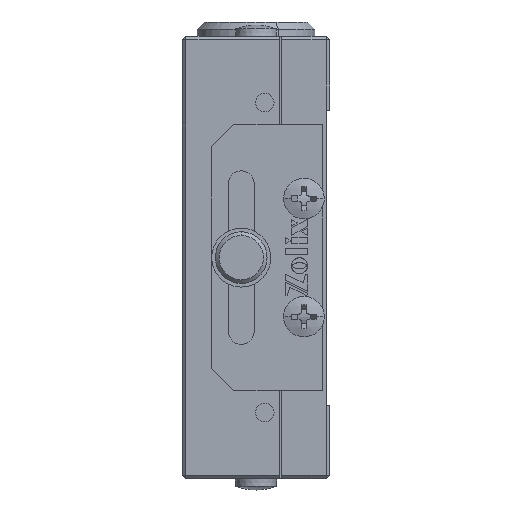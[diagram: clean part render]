
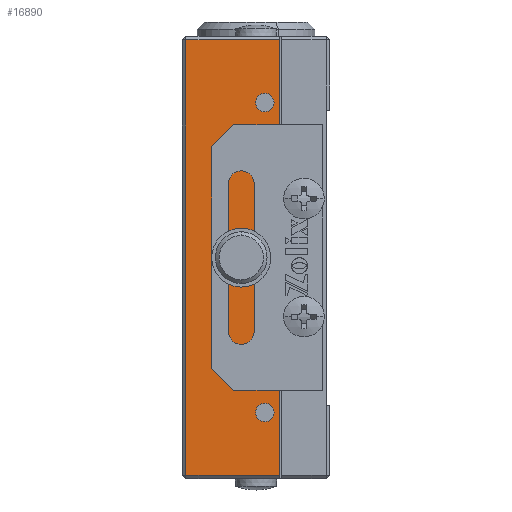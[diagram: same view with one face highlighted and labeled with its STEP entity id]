
A CAD part, left-side view. The second image highlights one B-rep face of the part: STEP entity #16890.
In plain terms, the highlighted planar face has unit normal (-1, 0, 0).
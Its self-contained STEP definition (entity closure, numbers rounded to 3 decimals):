
#114 = CARTESIAN_POINT ( 'NONE',  ( -25.322, 0.044, 49.05 ) ) ;
#223 = DIRECTION ( 'NONE',  ( -1., 0., 0. ) ) ;
#487 = EDGE_CURVE ( 'NONE', #2002, #11875, #24568, .T. ) ;
#549 = EDGE_LOOP ( 'NONE', ( #16073, #14686 ) ) ;
#606 = LINE ( 'NONE', #24134, #11884 ) ;
#733 = DIRECTION ( 'NONE',  ( 0., 0., 1. ) ) ;
#837 = CIRCLE ( 'NONE', #1385, 1.25 ) ;
#1184 = DIRECTION ( 'NONE',  ( -1., 0., 0. ) ) ;
#1196 = AXIS2_PLACEMENT_3D ( 'NONE', #17841, #19575, #23384 ) ;
#1198 = AXIS2_PLACEMENT_3D ( 'NONE', #17211, #7749, #2055 ) ;
#1285 = EDGE_CURVE ( 'NONE', #11875, #2002, #837, .T. ) ;
#1385 = AXIS2_PLACEMENT_3D ( 'NONE', #6628, #16256, #16421 ) ;
#1425 = CARTESIAN_POINT ( 'NONE',  ( -25.322, 3.244, 71.3 ) ) ;
#1545 = VERTEX_POINT ( 'NONE', #7619 ) ;
#1751 = AXIS2_PLACEMENT_3D ( 'NONE', #21953, #19712, #10278 ) ;
#1912 = EDGE_CURVE ( 'NONE', #3748, #19090, #12353, .T. ) ;
#2002 = VERTEX_POINT ( 'NONE', #114 ) ;
#2055 = DIRECTION ( 'NONE',  ( 0., 0., 1. ) ) ;
#2056 = DIRECTION ( 'NONE',  ( 0., 0., 1. ) ) ;
#2374 = CIRCLE ( 'NONE', #13810, 1.25 ) ;
#2469 = EDGE_LOOP ( 'NONE', ( #6980, #6031 ) ) ;
#2703 = CIRCLE ( 'NONE', #10149, 1.25 ) ;
#3014 = ORIENTED_EDGE ( 'NONE', *, *, #15742, .F. ) ;
#3558 = EDGE_CURVE ( 'NONE', #19908, #17335, #11650, .T. ) ;
#3709 = ORIENTED_EDGE ( 'NONE', *, *, #20195, .F. ) ;
#3748 = VERTEX_POINT ( 'NONE', #10410 ) ;
#4111 = CARTESIAN_POINT ( 'NONE',  ( -25.322, 0.044, 92.3 ) ) ;
#4446 = FACE_BOUND ( 'NONE', #549, .T. ) ;
#4602 = EDGE_LOOP ( 'NONE', ( #8055, #22765 ) ) ;
#5501 = CARTESIAN_POINT ( 'NONE',  ( -25.322, 0.044, 59.05 ) ) ;
#5759 = DIRECTION ( 'NONE',  ( 0., 0., 1. ) ) ;
#6031 = ORIENTED_EDGE ( 'NONE', *, *, #487, .F. ) ;
#6396 = VERTEX_POINT ( 'NONE', #24116 ) ;
#6628 = CARTESIAN_POINT ( 'NONE',  ( -25.322, 0.044, 50.3 ) ) ;
#6666 = PLANE ( 'NONE',  #1196 ) ;
#6980 = ORIENTED_EDGE ( 'NONE', *, *, #1285, .F. ) ;
#7262 = VERTEX_POINT ( 'NONE', #18427 ) ;
#7407 = CARTESIAN_POINT ( 'NONE',  ( -25.322, 0.044, 92.3 ) ) ;
#7619 = CARTESIAN_POINT ( 'NONE',  ( -25.322, -1.956, 41.8 ) ) ;
#7741 = CARTESIAN_POINT ( 'NONE',  ( -25.322, 0.044, 82.3 ) ) ;
#7749 = DIRECTION ( 'NONE',  ( -1., 0., 0. ) ) ;
#8017 = EDGE_LOOP ( 'NONE', ( #15305, #3709 ) ) ;
#8055 = ORIENTED_EDGE ( 'NONE', *, *, #22730, .F. ) ;
#8312 = EDGE_CURVE ( 'NONE', #12551, #7262, #16188, .T. ) ;
#8327 = CARTESIAN_POINT ( 'NONE',  ( -25.322, 0.044, 60.3 ) ) ;
#8389 = DIRECTION ( 'NONE',  ( 0., 0., 1. ) ) ;
#8430 = ORIENTED_EDGE ( 'NONE', *, *, #16102, .T. ) ;
#8520 = VERTEX_POINT ( 'NONE', #5501 ) ;
#8673 = CIRCLE ( 'NONE', #1751, 1.25 ) ;
#8841 = EDGE_CURVE ( 'NONE', #6396, #19908, #16067, .T. ) ;
#9196 = CIRCLE ( 'NONE', #16415, 1.25 ) ;
#9483 = FACE_BOUND ( 'NONE', #4602, .T. ) ;
#9546 = CARTESIAN_POINT ( 'NONE',  ( -25.322, 10.744, 100.8 ) ) ;
#9828 = DIRECTION ( 'NONE',  ( 0., 0., -1. ) ) ;
#10149 = AXIS2_PLACEMENT_3D ( 'NONE', #8327, #21676, #733 ) ;
#10234 = DIRECTION ( 'NONE',  ( -1., 0., 0. ) ) ;
#10278 = DIRECTION ( 'NONE',  ( 0., 0., 1. ) ) ;
#10404 = CARTESIAN_POINT ( 'NONE',  ( -25.322, 3.244, 72.55 ) ) ;
#10410 = CARTESIAN_POINT ( 'NONE',  ( -25.322, 0.044, 91.05 ) ) ;
#10689 = FACE_BOUND ( 'NONE', #8017, .T. ) ;
#10945 = ORIENTED_EDGE ( 'NONE', *, *, #8841, .T. ) ;
#11108 = VERTEX_POINT ( 'NONE', #11424 ) ;
#11309 = EDGE_LOOP ( 'NONE', ( #3014, #21483 ) ) ;
#11424 = CARTESIAN_POINT ( 'NONE',  ( -25.322, 3.244, 70.05 ) ) ;
#11650 = LINE ( 'NONE', #13716, #21129 ) ;
#11875 = VERTEX_POINT ( 'NONE', #21743 ) ;
#11883 = CARTESIAN_POINT ( 'NONE',  ( -25.322, -1.956, 41.3 ) ) ;
#11884 = VECTOR ( 'NONE', #14533, 1000. ) ;
#12353 = CIRCLE ( 'NONE', #22942, 1.25 ) ;
#12458 = FACE_BOUND ( 'NONE', #2469, .T. ) ;
#12551 = VERTEX_POINT ( 'NONE', #22030 ) ;
#12745 = VECTOR ( 'NONE', #19495, 1000. ) ;
#13293 = EDGE_CURVE ( 'NONE', #19677, #11108, #13480, .T. ) ;
#13480 = CIRCLE ( 'NONE', #21105, 1.25 ) ;
#13716 = CARTESIAN_POINT ( 'NONE',  ( -25.322, 10.744, 41.3 ) ) ;
#13810 = AXIS2_PLACEMENT_3D ( 'NONE', #14817, #16818, #24078 ) ;
#14088 = ORIENTED_EDGE ( 'NONE', *, *, #3558, .T. ) ;
#14433 = AXIS2_PLACEMENT_3D ( 'NONE', #7741, #223, #5759 ) ;
#14533 = DIRECTION ( 'NONE',  ( 0., -1., 0. ) ) ;
#14686 = ORIENTED_EDGE ( 'NONE', *, *, #8312, .F. ) ;
#14817 = CARTESIAN_POINT ( 'NONE',  ( -25.322, 0.044, 60.3 ) ) ;
#15137 = FACE_OUTER_BOUND ( 'NONE', #15261, .T. ) ;
#15261 = EDGE_LOOP ( 'NONE', ( #22528, #10945, #14088, #8430 ) ) ;
#15305 = ORIENTED_EDGE ( 'NONE', *, *, #13293, .F. ) ;
#15742 = EDGE_CURVE ( 'NONE', #19090, #3748, #9196, .T. ) ;
#16067 = LINE ( 'NONE', #22335, #21619 ) ;
#16073 = ORIENTED_EDGE ( 'NONE', *, *, #21970, .F. ) ;
#16102 = EDGE_CURVE ( 'NONE', #17335, #1545, #606, .T. ) ;
#16188 = CIRCLE ( 'NONE', #24184, 1.25 ) ;
#16256 = DIRECTION ( 'NONE',  ( -1., 0., 0. ) ) ;
#16415 = AXIS2_PLACEMENT_3D ( 'NONE', #4111, #19012, #2056 ) ;
#16421 = DIRECTION ( 'NONE',  ( 0., 0., 1. ) ) ;
#16521 = DIRECTION ( 'NONE',  ( 0., 0., 1. ) ) ;
#16742 = EDGE_CURVE ( 'NONE', #1545, #6396, #20451, .T. ) ;
#16818 = DIRECTION ( 'NONE',  ( -1., 0., 0. ) ) ;
#16890 = ADVANCED_FACE ( 'NONE', ( #15137, #10689, #9483, #12458, #20155, #4446 ), #6666, .T. ) ;
#17211 = CARTESIAN_POINT ( 'NONE',  ( -25.322, 0.044, 50.3 ) ) ;
#17335 = VERTEX_POINT ( 'NONE', #22873 ) ;
#17624 = CARTESIAN_POINT ( 'NONE',  ( -25.322, 0.044, 93.55 ) ) ;
#17841 = CARTESIAN_POINT ( 'NONE',  ( -25.322, -1.956, 41.3 ) ) ;
#18427 = CARTESIAN_POINT ( 'NONE',  ( -25.322, 0.044, 83.55 ) ) ;
#19012 = DIRECTION ( 'NONE',  ( -1., 0., 0. ) ) ;
#19090 = VERTEX_POINT ( 'NONE', #17624 ) ;
#19495 = DIRECTION ( 'NONE',  ( 0., 0., 1. ) ) ;
#19575 = DIRECTION ( 'NONE',  ( -1., 0., 0. ) ) ;
#19677 = VERTEX_POINT ( 'NONE', #10404 ) ;
#19712 = DIRECTION ( 'NONE',  ( -1., 0., 0. ) ) ;
#19908 = VERTEX_POINT ( 'NONE', #9546 ) ;
#20155 = FACE_BOUND ( 'NONE', #11309, .T. ) ;
#20194 = CARTESIAN_POINT ( 'NONE',  ( -25.322, 0.044, 61.55 ) ) ;
#20195 = EDGE_CURVE ( 'NONE', #11108, #19677, #8673, .T. ) ;
#20451 = LINE ( 'NONE', #11883, #12745 ) ;
#20499 = DIRECTION ( 'NONE',  ( 0., 0., 1. ) ) ;
#21105 = AXIS2_PLACEMENT_3D ( 'NONE', #1425, #1184, #16521 ) ;
#21129 = VECTOR ( 'NONE', #9828, 1000. ) ;
#21483 = ORIENTED_EDGE ( 'NONE', *, *, #1912, .F. ) ;
#21619 = VECTOR ( 'NONE', #24320, 1000. ) ;
#21676 = DIRECTION ( 'NONE',  ( -1., 0., 0. ) ) ;
#21743 = CARTESIAN_POINT ( 'NONE',  ( -25.322, 0.044, 51.55 ) ) ;
#21953 = CARTESIAN_POINT ( 'NONE',  ( -25.322, 3.244, 71.3 ) ) ;
#21970 = EDGE_CURVE ( 'NONE', #7262, #12551, #22581, .T. ) ;
#22030 = CARTESIAN_POINT ( 'NONE',  ( -25.322, 0.044, 81.05 ) ) ;
#22335 = CARTESIAN_POINT ( 'NONE',  ( -25.322, -1.956, 100.8 ) ) ;
#22393 = DIRECTION ( 'NONE',  ( -1., 0., 0. ) ) ;
#22528 = ORIENTED_EDGE ( 'NONE', *, *, #16742, .T. ) ;
#22581 = CIRCLE ( 'NONE', #14433, 1.25 ) ;
#22730 = EDGE_CURVE ( 'NONE', #24317, #8520, #2703, .T. ) ;
#22765 = ORIENTED_EDGE ( 'NONE', *, *, #23376, .F. ) ;
#22873 = CARTESIAN_POINT ( 'NONE',  ( -25.322, 10.744, 41.8 ) ) ;
#22942 = AXIS2_PLACEMENT_3D ( 'NONE', #7407, #22393, #20499 ) ;
#23376 = EDGE_CURVE ( 'NONE', #8520, #24317, #2374, .T. ) ;
#23384 = DIRECTION ( 'NONE',  ( 0., 0., 1. ) ) ;
#23649 = CARTESIAN_POINT ( 'NONE',  ( -25.322, 0.044, 82.3 ) ) ;
#24078 = DIRECTION ( 'NONE',  ( 0., 0., 1. ) ) ;
#24116 = CARTESIAN_POINT ( 'NONE',  ( -25.322, -1.956, 100.8 ) ) ;
#24134 = CARTESIAN_POINT ( 'NONE',  ( -25.322, -1.956, 41.8 ) ) ;
#24184 = AXIS2_PLACEMENT_3D ( 'NONE', #23649, #10234, #8389 ) ;
#24317 = VERTEX_POINT ( 'NONE', #20194 ) ;
#24320 = DIRECTION ( 'NONE',  ( 0., 1., 0. ) ) ;
#24568 = CIRCLE ( 'NONE', #1198, 1.25 ) ;
